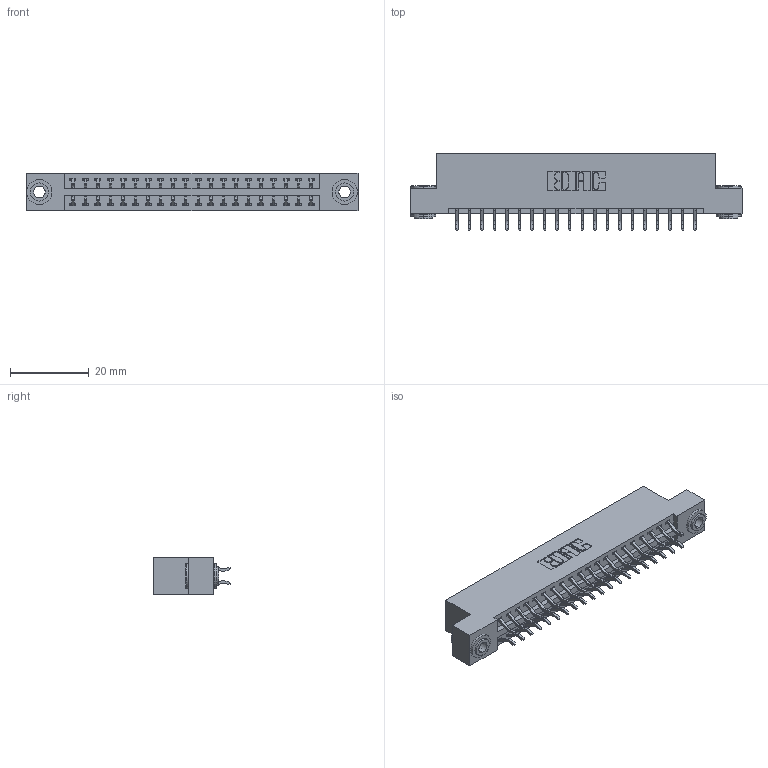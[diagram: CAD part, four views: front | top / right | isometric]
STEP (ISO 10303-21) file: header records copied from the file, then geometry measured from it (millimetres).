
FILE_DESCRIPTION (( 'STEP AP203' ), '1' );
FILE_NAME ('346-040-556-203.STEP', '2022-05-20T02:34:03', ( '' ), ( '' ), 'SwSTEP 2.0', 'SolidWorks 2020', '' );
FILE_SCHEMA (( 'CONFIG_CONTROL_DESIGN' ));
Length unit declared in the file: inch
Products named in the file (4): 345-292-001_556 Tail; 345-250-002_345-250-002-102; 346 Part_Flush Mounting Lugs - 0.156 Dia-TH; 346-040-556-203
Assembly tree (43 placements, depth 2):
  346-040-556-203
    346 Part_Flush Mounting Lugs - 0.156 Dia-TH
    345-292-001_556 Tail  x40
    345-250-002_345-250-002-102  x2
Bounding box: 84.07 x 19.57 x 9.4 mm (x, y, z)
Volume: 8027.1 mm3; surface area: 10899.6 mm2
Topology: 43 solids, 43 shells, 2494 faces, 7361 edges, 4850 vertices
Faces by surface type: plane 1660, cylinder 826, cone 8
Entity records: 17300 total; most frequent: CARTESIAN_POINT 2877, ORIENTED_EDGE 2790, DIRECTION 2605, EDGE_CURVE 1395, VECTOR 1151, LINE 1151, VERTEX_POINT 926, AXIS2_PLACEMENT_3D 727
